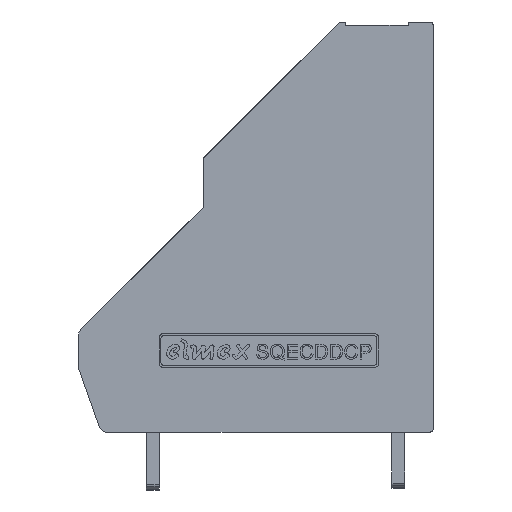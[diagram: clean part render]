
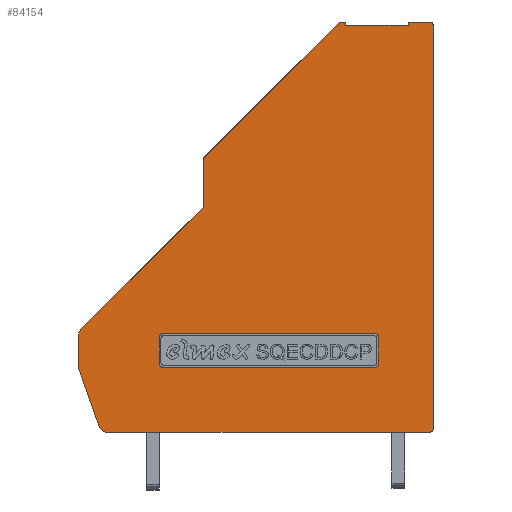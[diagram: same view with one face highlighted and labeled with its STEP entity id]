
A CAD part, front view. The second image highlights one B-rep face of the part: STEP entity #84154.
In plain terms, the highlighted planar face has unit normal (0, -1, 0).
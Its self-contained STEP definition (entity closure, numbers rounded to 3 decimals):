
#3540=CIRCLE('',#88810,0.25);
#3541=CIRCLE('',#88813,0.25);
#3542=CIRCLE('',#88816,0.25);
#3543=CIRCLE('',#88819,0.25);
#3545=CIRCLE('',#88828,0.25);
#3547=CIRCLE('',#88833,0.5);
#3613=CIRCLE('',#88987,0.5);
#3726=CIRCLE('',#89307,0.25);
#3728=CIRCLE('',#89311,0.5);
#8619=LINE('',#127777,#14470);
#8622=LINE('',#127785,#14473);
#8625=LINE('',#127793,#14476);
#8628=LINE('',#127801,#14479);
#8630=LINE('',#127806,#14481);
#8633=LINE('',#127812,#14484);
#8636=LINE('',#127818,#14487);
#8639=LINE('',#127824,#14490);
#8642=LINE('',#127830,#14493);
#8646=LINE('',#127842,#14497);
#8652=LINE('',#127855,#14503);
#8656=LINE('',#127867,#14507);
#8772=LINE('',#128337,#14623);
#9115=LINE('',#130167,#14966);
#9211=LINE('',#130387,#15062);
#9212=LINE('',#130388,#15063);
#14470=VECTOR('',#102735,1000.);
#14473=VECTOR('',#102744,1000.);
#14476=VECTOR('',#102753,1000.);
#14479=VECTOR('',#102762,1000.);
#14481=VECTOR('',#102766,1000.);
#14484=VECTOR('',#102771,1000.);
#14487=VECTOR('',#102776,1000.);
#14490=VECTOR('',#102781,1000.);
#14493=VECTOR('',#102786,1000.);
#14497=VECTOR('',#102798,1000.);
#14503=VECTOR('',#102806,1000.);
#14507=VECTOR('',#102818,1000.);
#14623=VECTOR('',#103234,1000.);
#14966=VECTOR('',#104115,1000.);
#15062=VECTOR('',#104329,1000.);
#15063=VECTOR('',#104330,1000.);
#30800=ORIENTED_EDGE('',*,*,#40761,.T.);
#30801=ORIENTED_EDGE('',*,*,#40758,.T.);
#30802=ORIENTED_EDGE('',*,*,#40755,.T.);
#30803=ORIENTED_EDGE('',*,*,#41573,.T.);
#30804=ORIENTED_EDGE('',*,*,#41574,.T.);
#30805=ORIENTED_EDGE('',*,*,#41568,.T.);
#30806=ORIENTED_EDGE('',*,*,#40749,.T.);
#30807=ORIENTED_EDGE('',*,*,#40748,.T.);
#30808=ORIENTED_EDGE('',*,*,#40743,.T.);
#30809=ORIENTED_EDGE('',*,*,#40740,.T.);
#30810=ORIENTED_EDGE('',*,*,#40737,.T.);
#30811=ORIENTED_EDGE('',*,*,#40734,.T.);
#30812=ORIENTED_EDGE('',*,*,#40731,.T.);
#30813=ORIENTED_EDGE('',*,*,#41459,.T.);
#30814=ORIENTED_EDGE('',*,*,#40958,.T.);
#30815=ORIENTED_EDGE('',*,*,#41575,.T.);
#30816=ORIENTED_EDGE('',*,*,#40964,.T.);
#30817=ORIENTED_EDGE('',*,*,#40729,.T.);
#30818=ORIENTED_EDGE('',*,*,#40727,.T.);
#30819=ORIENTED_EDGE('',*,*,#40725,.T.);
#30820=ORIENTED_EDGE('',*,*,#40723,.T.);
#30821=ORIENTED_EDGE('',*,*,#40721,.T.);
#30822=ORIENTED_EDGE('',*,*,#40719,.T.);
#30823=ORIENTED_EDGE('',*,*,#40717,.T.);
#30824=ORIENTED_EDGE('',*,*,#40715,.T.);
#40715=EDGE_CURVE('',#47407,#47406,#3540,.F.);
#40717=EDGE_CURVE('',#47408,#47407,#8619,.T.);
#40719=EDGE_CURVE('',#47409,#47408,#3541,.F.);
#40721=EDGE_CURVE('',#47410,#47409,#8622,.T.);
#40723=EDGE_CURVE('',#47411,#47410,#3542,.F.);
#40725=EDGE_CURVE('',#47412,#47411,#8625,.T.);
#40727=EDGE_CURVE('',#47413,#47412,#3543,.F.);
#40729=EDGE_CURVE('',#47406,#47413,#8628,.T.);
#40731=EDGE_CURVE('',#47416,#47415,#8630,.T.);
#40734=EDGE_CURVE('',#47418,#47416,#8633,.T.);
#40737=EDGE_CURVE('',#47420,#47418,#8636,.T.);
#40740=EDGE_CURVE('',#47422,#47420,#8639,.T.);
#40743=EDGE_CURVE('',#47424,#47422,#8642,.T.);
#40748=EDGE_CURVE('',#47427,#47424,#3545,.T.);
#40749=EDGE_CURVE('',#47428,#47427,#8646,.T.);
#40755=EDGE_CURVE('',#47430,#47433,#8652,.T.);
#40758=EDGE_CURVE('',#47435,#47430,#3547,.T.);
#40761=EDGE_CURVE('',#47436,#47435,#8656,.T.);
#40958=EDGE_CURVE('',#47546,#47545,#8772,.T.);
#40964=EDGE_CURVE('',#47548,#47436,#3613,.T.);
#41459=EDGE_CURVE('',#47415,#47546,#9115,.T.);
#41568=EDGE_CURVE('',#47900,#47428,#3726,.T.);
#41573=EDGE_CURVE('',#47433,#47902,#3728,.T.);
#41574=EDGE_CURVE('',#47902,#47900,#9211,.T.);
#41575=EDGE_CURVE('',#47545,#47548,#9212,.T.);
#47406=VERTEX_POINT('',#127772);
#47407=VERTEX_POINT('',#127774);
#47408=VERTEX_POINT('',#127778);
#47409=VERTEX_POINT('',#127782);
#47410=VERTEX_POINT('',#127786);
#47411=VERTEX_POINT('',#127790);
#47412=VERTEX_POINT('',#127794);
#47413=VERTEX_POINT('',#127798);
#47415=VERTEX_POINT('',#127805);
#47416=VERTEX_POINT('',#127807);
#47418=VERTEX_POINT('',#127813);
#47420=VERTEX_POINT('',#127819);
#47422=VERTEX_POINT('',#127825);
#47424=VERTEX_POINT('',#127831);
#47427=VERTEX_POINT('',#127838);
#47428=VERTEX_POINT('',#127843);
#47430=VERTEX_POINT('',#127849);
#47433=VERTEX_POINT('',#127854);
#47435=VERTEX_POINT('',#127859);
#47436=VERTEX_POINT('',#127864);
#47545=VERTEX_POINT('',#128336);
#47546=VERTEX_POINT('',#128338);
#47548=VERTEX_POINT('',#128345);
#47900=VERTEX_POINT('',#130374);
#47902=VERTEX_POINT('',#130384);
#52226=EDGE_LOOP('',(#30800,#30801,#30802,#30803,#30804,#30805,#30806,#30807,
#30808,#30809,#30810,#30811,#30812,#30813,#30814,#30815,#30816));
#52227=EDGE_LOOP('',(#30817,#30818,#30819,#30820,#30821,#30822,#30823,#30824));
#55815=FACE_BOUND('',#52226,.T.);
#55816=FACE_BOUND('',#52227,.T.);
#58048=PLANE('',#89312);
#84154=ADVANCED_FACE('',(#55815,#55816),#58048,.T.);
#88810=AXIS2_PLACEMENT_3D('',#127773,#102730,#102731);
#88813=AXIS2_PLACEMENT_3D('',#127781,#102739,#102740);
#88816=AXIS2_PLACEMENT_3D('',#127789,#102748,#102749);
#88819=AXIS2_PLACEMENT_3D('',#127797,#102757,#102758);
#88828=AXIS2_PLACEMENT_3D('',#127840,#102794,#102795);
#88833=AXIS2_PLACEMENT_3D('',#127861,#102812,#102813);
#88987=AXIS2_PLACEMENT_3D('',#128347,#103243,#103244);
#89307=AXIS2_PLACEMENT_3D('',#130376,#104314,#104315);
#89311=AXIS2_PLACEMENT_3D('',#130385,#104325,#104326);
#89312=AXIS2_PLACEMENT_3D('',#130386,#104327,#104328);
#102730=DIRECTION('',(0.,-1.,0.));
#102731=DIRECTION('',(0.,0.,-1.));
#102735=DIRECTION('',(0.,0.,1.));
#102739=DIRECTION('',(0.,-1.,0.));
#102740=DIRECTION('',(0.,0.,-1.));
#102744=DIRECTION('',(-1.,0.,0.));
#102748=DIRECTION('',(0.,-1.,0.));
#102749=DIRECTION('',(0.,0.,-1.));
#102753=DIRECTION('',(0.,0.,-1.));
#102757=DIRECTION('',(0.,-1.,0.));
#102758=DIRECTION('',(0.,0.,-1.));
#102762=DIRECTION('',(1.,0.,0.));
#102766=DIRECTION('',(-1.,0.,0.));
#102771=DIRECTION('',(0.,0.,1.));
#102776=DIRECTION('',(-1.,0.,0.));
#102781=DIRECTION('',(0.,0.,-1.));
#102786=DIRECTION('',(-1.,0.,0.));
#102794=DIRECTION('',(0.,-1.,0.));
#102795=DIRECTION('',(0.,0.,-1.));
#102798=DIRECTION('',(0.,0.,1.));
#102806=DIRECTION('',(0.33,0.,-0.944));
#102812=DIRECTION('',(0.,-1.,0.));
#102813=DIRECTION('',(0.,0.,-1.));
#102818=DIRECTION('',(0.,0.,-1.));
#103234=DIRECTION('',(0.,0.,-1.));
#103243=DIRECTION('',(0.,-1.,0.));
#103244=DIRECTION('',(0.,0.,-1.));
#104115=DIRECTION('',(-0.707,0.,-0.707));
#104314=DIRECTION('',(0.,-1.,0.));
#104315=DIRECTION('',(0.,0.,-1.));
#104325=DIRECTION('',(0.,-1.,0.));
#104326=DIRECTION('',(0.,0.,-1.));
#104327=DIRECTION('',(0.,-1.,0.));
#104328=DIRECTION('',(0.,0.,-1.));
#104329=DIRECTION('',(1.,0.,0.));
#104330=DIRECTION('',(-0.707,0.,-0.707));
#127772=CARTESIAN_POINT('',(17.718,-3.26,9.876));
#127773=CARTESIAN_POINT('',(17.718,-3.26,9.626));
#127774=CARTESIAN_POINT('',(17.468,-3.26,9.626));
#127777=CARTESIAN_POINT('',(17.468,-3.26,7.769));
#127778=CARTESIAN_POINT('',(17.468,-3.26,8.019));
#127781=CARTESIAN_POINT('',(17.718,-3.26,8.019));
#127782=CARTESIAN_POINT('',(17.718,-3.26,7.769));
#127785=CARTESIAN_POINT('',(31.107,-3.26,7.769));
#127786=CARTESIAN_POINT('',(30.857,-3.26,7.769));
#127789=CARTESIAN_POINT('',(30.857,-3.26,8.019));
#127790=CARTESIAN_POINT('',(31.107,-3.26,8.019));
#127793=CARTESIAN_POINT('',(31.107,-3.26,9.876));
#127794=CARTESIAN_POINT('',(31.107,-3.26,9.626));
#127797=CARTESIAN_POINT('',(30.857,-3.26,9.626));
#127798=CARTESIAN_POINT('',(30.857,-3.26,9.876));
#127801=CARTESIAN_POINT('',(17.468,-3.26,9.876));
#127805=CARTESIAN_POINT('',(28.66,-3.26,29.25));
#127806=CARTESIAN_POINT('',(28.66,-3.26,29.25));
#127807=CARTESIAN_POINT('',(29.05,-3.26,29.25));
#127812=CARTESIAN_POINT('',(29.05,-3.26,29.25));
#127813=CARTESIAN_POINT('',(29.05,-3.26,29.05));
#127818=CARTESIAN_POINT('',(29.05,-3.26,29.05));
#127819=CARTESIAN_POINT('',(32.95,-3.26,29.05));
#127824=CARTESIAN_POINT('',(32.95,-3.26,29.05));
#127825=CARTESIAN_POINT('',(32.95,-3.26,29.25));
#127830=CARTESIAN_POINT('',(32.95,-3.26,29.25));
#127831=CARTESIAN_POINT('',(34.27,-3.26,29.25));
#127838=CARTESIAN_POINT('',(34.52,-3.26,29.));
#127840=CARTESIAN_POINT('',(34.27,-3.26,29.));
#127842=CARTESIAN_POINT('',(34.52,-3.26,29.25));
#127843=CARTESIAN_POINT('',(34.52,-3.26,4.));
#127849=CARTESIAN_POINT('',(12.478,-3.26,7.67));
#127854=CARTESIAN_POINT('',(13.733,-3.26,4.085));
#127855=CARTESIAN_POINT('',(12.45,-3.26,7.75));
#127859=CARTESIAN_POINT('',(12.45,-3.26,7.835));
#127861=CARTESIAN_POINT('',(12.95,-3.26,7.835));
#127864=CARTESIAN_POINT('',(12.45,-3.26,9.763));
#127867=CARTESIAN_POINT('',(12.45,-3.26,9.97));
#128336=CARTESIAN_POINT('',(20.2,-3.26,17.72));
#128337=CARTESIAN_POINT('',(20.2,-3.26,17.72));
#128338=CARTESIAN_POINT('',(20.2,-3.26,20.79));
#128345=CARTESIAN_POINT('',(12.596,-3.26,10.117));
#128347=CARTESIAN_POINT('',(12.95,-3.26,9.763));
#130167=CARTESIAN_POINT('',(20.2,-3.26,20.79));
#130374=CARTESIAN_POINT('',(34.27,-3.26,3.75));
#130376=CARTESIAN_POINT('',(34.27,-3.26,4.));
#130384=CARTESIAN_POINT('',(14.205,-3.26,3.75));
#130385=CARTESIAN_POINT('',(14.205,-3.26,4.25));
#130386=CARTESIAN_POINT('',(0.,-3.26,0.));
#130387=CARTESIAN_POINT('',(34.52,-3.26,3.75));
#130388=CARTESIAN_POINT('',(20.2,-3.26,17.72));
